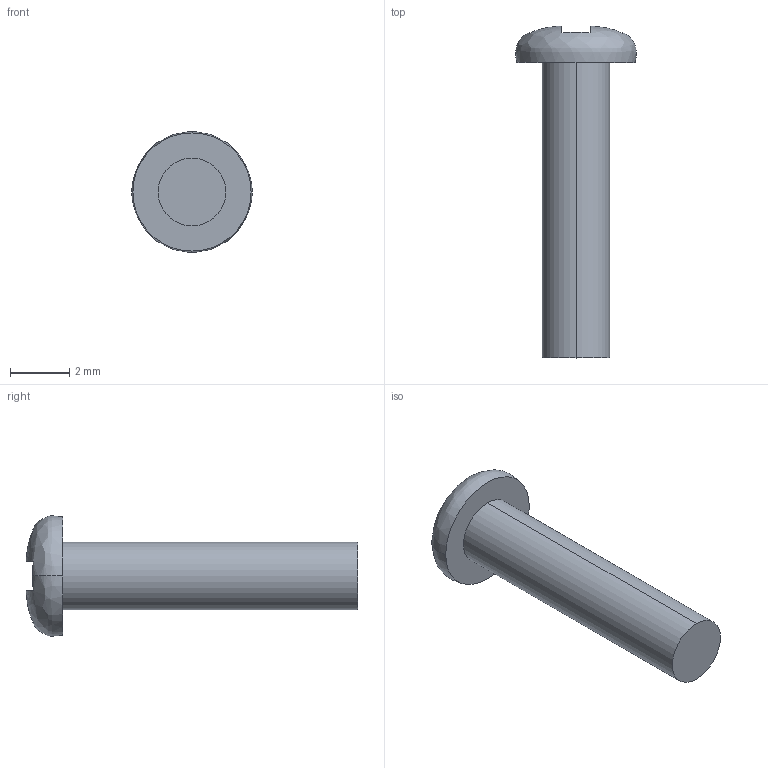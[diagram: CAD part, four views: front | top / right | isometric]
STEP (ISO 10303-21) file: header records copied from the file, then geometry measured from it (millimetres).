
FILE_DESCRIPTION (( 'STEP AP214' ), '1' );
FILE_NAME ('m2.6x10mm_screw.STEP', '2023-05-10T18:25:19', ( '' ), ( '' ), 'SwSTEP 2.0', 'SolidWorks 2020', '' );
FILE_SCHEMA (( 'AUTOMOTIVE_DESIGN' ));
Length unit declared in the file: millimetre
Products named in the file (1): m2.6x10mm_screw
Bounding box: 4.08 x 11.23 x 4.08 mm (x, y, z)
Volume: 51.6 mm3; surface area: 113 mm2
Topology: 1 solids, 1 shells, 26 faces, 48 edges, 25 vertices
Faces by surface type: plane 14, cylinder 10, bspline 2
Entity records: 702 total; most frequent: CARTESIAN_POINT 198, ORIENTED_EDGE 96, DIRECTION 96, EDGE_CURVE 48, AXIS2_PLACEMENT_3D 43, EDGE_LOOP 27, FACE_OUTER_BOUND 26, ADVANCED_FACE 26
